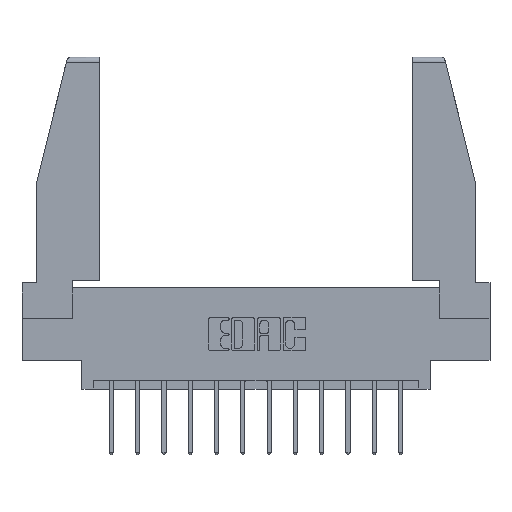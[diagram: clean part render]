
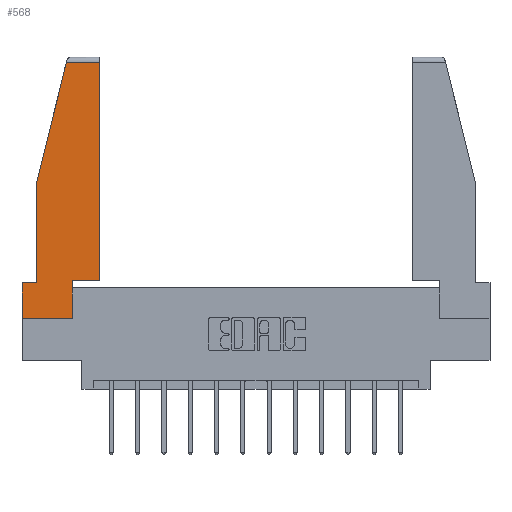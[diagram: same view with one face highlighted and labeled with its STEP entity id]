
A CAD part, top view. The second image highlights one B-rep face of the part: STEP entity #568.
In plain terms, the highlighted planar face has unit normal (0, 0, 1).
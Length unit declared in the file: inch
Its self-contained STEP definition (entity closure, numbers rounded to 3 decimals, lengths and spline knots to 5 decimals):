
#128 = CARTESIAN_POINT ( 'NONE',  ( 0.2636, 1.52, 0. ) ) ;
#178 = CARTESIAN_POINT ( 'NONE',  ( 0.086, 0.21, 0. ) ) ;
#568 = ADVANCED_FACE ( 'NONE', ( #1265 ), #13737, .T. ) ;
#791 = VECTOR ( 'NONE', #11954, 39.37008 ) ;
#931 = CARTESIAN_POINT ( 'NONE',  ( 0.297, 0., 0. ) ) ;
#1205 = EDGE_CURVE ( 'NONE', #6532, #4566, #9995, .T. ) ;
#1265 = FACE_OUTER_BOUND ( 'NONE', #1282, .T. ) ;
#1282 = EDGE_LOOP ( 'NONE', ( #10386, #14691, #8075, #10948, #13232, #3689, #5411, #5148, #2568 ) ) ;
#1629 = DIRECTION ( 'NONE',  ( 0., 1., 0. ) ) ;
#1938 = LINE ( 'NONE', #8479, #791 ) ;
#2017 = VECTOR ( 'NONE', #8921, 39.37008 ) ;
#2346 = VECTOR ( 'NONE', #1629, 39.37008 ) ;
#2355 = DIRECTION ( 'NONE',  ( 0., 0., 1. ) ) ;
#2568 = ORIENTED_EDGE ( 'NONE', *, *, #9432, .T. ) ;
#2596 = VERTEX_POINT ( 'NONE', #6473 ) ;
#2757 = CARTESIAN_POINT ( 'NONE',  ( 0.461, 0.223, 0. ) ) ;
#2793 = LINE ( 'NONE', #12283, #2017 ) ;
#3022 = DIRECTION ( 'NONE',  ( 1., 0., 0. ) ) ;
#3029 = CARTESIAN_POINT ( 'NONE',  ( 0.271, 1.55, 0. ) ) ;
#3689 = ORIENTED_EDGE ( 'NONE', *, *, #9793, .T. ) ;
#3770 = VERTEX_POINT ( 'NONE', #7395 ) ;
#4254 = CARTESIAN_POINT ( 'NONE',  ( 0.297, 0.223, 0. ) ) ;
#4477 = VERTEX_POINT ( 'NONE', #178 ) ;
#4566 = VERTEX_POINT ( 'NONE', #128 ) ;
#5148 = ORIENTED_EDGE ( 'NONE', *, *, #12112, .T. ) ;
#5411 = ORIENTED_EDGE ( 'NONE', *, *, #12447, .T. ) ;
#5701 = VECTOR ( 'NONE', #8161, 39.37008 ) ;
#5979 = VERTEX_POINT ( 'NONE', #8071 ) ;
#6094 = CARTESIAN_POINT ( 'NONE',  ( 0.297, 0.223, 0. ) ) ;
#6473 = CARTESIAN_POINT ( 'NONE',  ( 0.461, 0.223, 0. ) ) ;
#6532 = VERTEX_POINT ( 'NONE', #10586 ) ;
#6939 = CARTESIAN_POINT ( 'NONE',  ( 0.086, 0.8, 0. ) ) ;
#7267 = EDGE_CURVE ( 'NONE', #4477, #3770, #2793, .T. ) ;
#7395 = CARTESIAN_POINT ( 'NONE',  ( 0., 0.21, 0. ) ) ;
#8071 = CARTESIAN_POINT ( 'NONE',  ( 0.086, 0.8, 0. ) ) ;
#8075 = ORIENTED_EDGE ( 'NONE', *, *, #10136, .T. ) ;
#8138 = DIRECTION ( 'NONE',  ( -1., 0., 0. ) ) ;
#8161 = DIRECTION ( 'NONE',  ( 0., -1., 0. ) ) ;
#8479 = CARTESIAN_POINT ( 'NONE',  ( 0., 0.21, 0. ) ) ;
#8761 = LINE ( 'NONE', #3029, #12392 ) ;
#8921 = DIRECTION ( 'NONE',  ( -1., 0., 0. ) ) ;
#9432 = EDGE_CURVE ( 'NONE', #15253, #2596, #10313, .T. ) ;
#9637 = VECTOR ( 'NONE', #14707, 39.37008 ) ;
#9793 = EDGE_CURVE ( 'NONE', #3770, #12032, #1938, .T. ) ;
#9803 = VECTOR ( 'NONE', #8138, 39.37008 ) ;
#9995 = LINE ( 'NONE', #14249, #9803 ) ;
#10009 = DIRECTION ( 'NONE',  ( 0., 1., 0. ) ) ;
#10136 = EDGE_CURVE ( 'NONE', #4566, #5979, #8761, .T. ) ;
#10313 = LINE ( 'NONE', #4254, #15674 ) ;
#10325 = LINE ( 'NONE', #2757, #2346 ) ;
#10386 = ORIENTED_EDGE ( 'NONE', *, *, #13041, .T. ) ;
#10430 = VECTOR ( 'NONE', #10009, 39.37008 ) ;
#10586 = CARTESIAN_POINT ( 'NONE',  ( 0.461, 1.52, 0. ) ) ;
#10841 = DIRECTION ( 'NONE',  ( 1., 0., 0. ) ) ;
#10899 = EDGE_CURVE ( 'NONE', #5979, #4477, #15286, .T. ) ;
#10948 = ORIENTED_EDGE ( 'NONE', *, *, #10899, .T. ) ;
#10976 = CARTESIAN_POINT ( 'NONE',  ( 0., 0., 0. ) ) ;
#11945 = AXIS2_PLACEMENT_3D ( 'NONE', #15719, #2355, #10841 ) ;
#11954 = DIRECTION ( 'NONE',  ( 0., -1., 0. ) ) ;
#12032 = VERTEX_POINT ( 'NONE', #10976 ) ;
#12112 = EDGE_CURVE ( 'NONE', #13204, #15253, #14059, .T. ) ;
#12283 = CARTESIAN_POINT ( 'NONE',  ( 0., 0.21, 0. ) ) ;
#12392 = VECTOR ( 'NONE', #15066, 39.37008 ) ;
#12447 = EDGE_CURVE ( 'NONE', #12032, #13204, #15592, .T. ) ;
#13041 = EDGE_CURVE ( 'NONE', #2596, #6532, #10325, .T. ) ;
#13204 = VERTEX_POINT ( 'NONE', #931 ) ;
#13232 = ORIENTED_EDGE ( 'NONE', *, *, #7267, .T. ) ;
#13457 = CARTESIAN_POINT ( 'NONE',  ( 0., 0., 0. ) ) ;
#13659 = CARTESIAN_POINT ( 'NONE',  ( 0.297, 0., 0. ) ) ;
#13737 = PLANE ( 'NONE',  #11945 ) ;
#14059 = LINE ( 'NONE', #13659, #10430 ) ;
#14249 = CARTESIAN_POINT ( 'NONE',  ( 0., 1.52, 0. ) ) ;
#14691 = ORIENTED_EDGE ( 'NONE', *, *, #1205, .T. ) ;
#14707 = DIRECTION ( 'NONE',  ( 1., 0., 0. ) ) ;
#15066 = DIRECTION ( 'NONE',  ( -0.239, -0.971, 0. ) ) ;
#15253 = VERTEX_POINT ( 'NONE', #6094 ) ;
#15286 = LINE ( 'NONE', #6939, #5701 ) ;
#15592 = LINE ( 'NONE', #13457, #9637 ) ;
#15674 = VECTOR ( 'NONE', #3022, 39.37008 ) ;
#15719 = CARTESIAN_POINT ( 'NONE',  ( 0., 0., 0. ) ) ;
